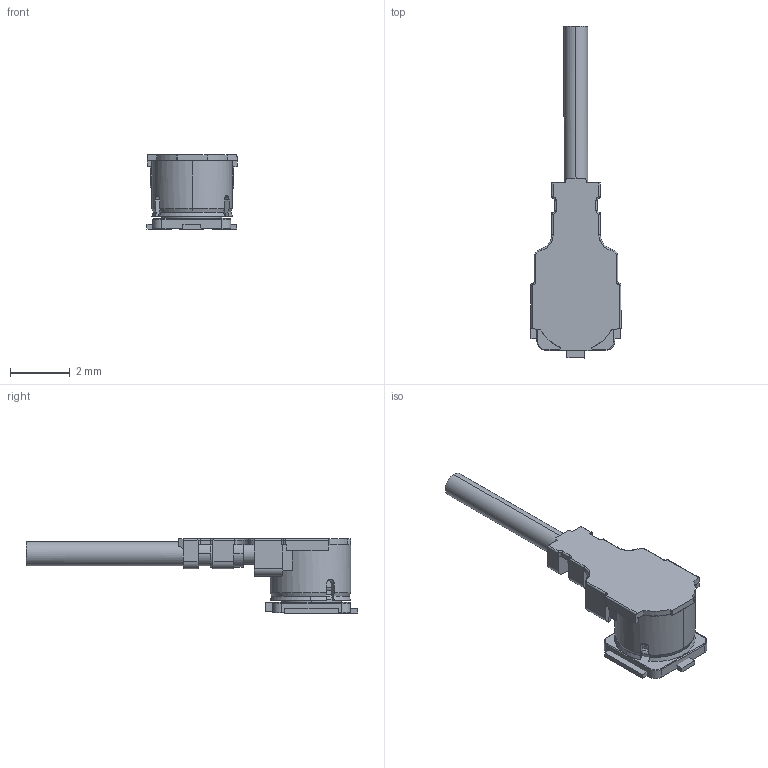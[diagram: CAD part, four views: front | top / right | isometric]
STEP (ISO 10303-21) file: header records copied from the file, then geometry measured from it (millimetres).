
FILE_DESCRIPTION(/* description */ (''),/* implementation_level */ '2;1');
FILE_NAME(/* name */ 'J-3-MDS-UFL.step',/* time_stamp */ '2023-05-22T18:18:02+10:00',/* author */ (''),/* organization */ (''),/* preprocessor_version */ 'ST-DEVELOPER v19.2',/* originating_system */ 'Autodesk Translation Framework v12.4.0.73',/* authorisation */ '');
FILE_SCHEMA (('AUTOMOTIVE_DESIGN { 1 0 10303 214 3 1 1 }'));
Length unit declared in the file: millimetre
Products named in the file (2): J-3-MDS-UFL; Document (8)
Assembly tree (1 placements, depth 2):
  J-3-MDS-UFL
    Document (8)
Bounding box: 3.01 x 11.09 x 2.49 mm (x, y, z)
Surface area: 150.3 mm2 (no closed solid volume)
Topology: 0 solids, 258 shells, 258 faces, 1249 edges, 1249 vertices
Faces by surface type: plane 119, cylinder 85, torus 38, cone 11, bspline 3, sphere 2
Entity records: 15073 total; most frequent: CARTESIAN_POINT 4578, DIRECTION 2161, VERTEX_POINT 1249, EDGE_CURVE 1249, ORIENTED_EDGE 1249, LINE 745, VECTOR 745, AXIS2_PLACEMENT_3D 708
